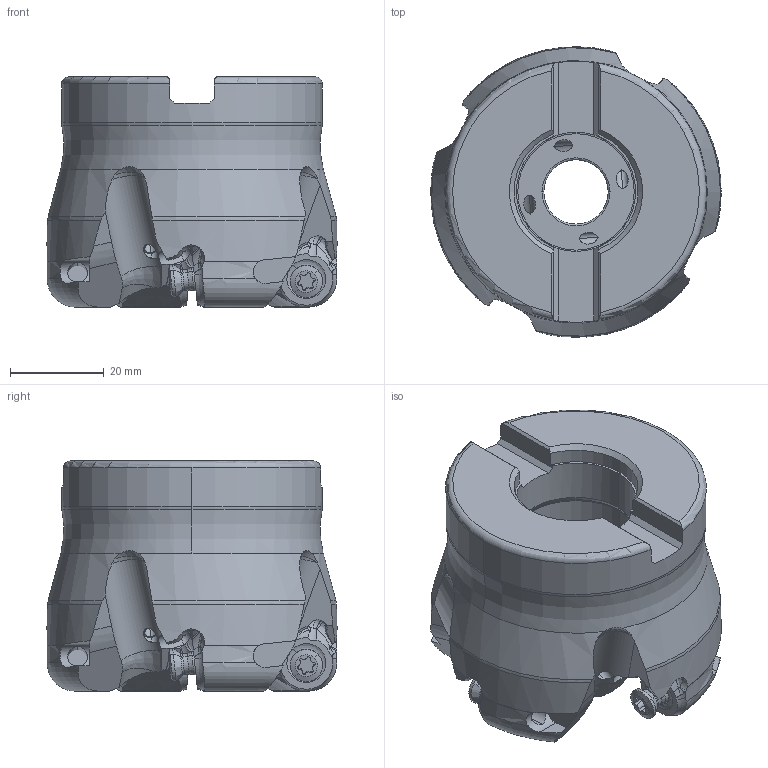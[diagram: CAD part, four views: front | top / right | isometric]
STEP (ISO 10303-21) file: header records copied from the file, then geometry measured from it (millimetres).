
FILE_DESCRIPTION(/* description */ (''),/* implementation_level */ '2;1');
FILE_NAME(/* name */ 'WWX400UR2_5004CA.stp',/* time_stamp */ '2020-04-21T17:34:15+09:00',/* author */ (''),/* organization */ (''),/* preprocessor_version */ 'ST-DEVELOPER v16',/* originating_system */ 'SIEMENS PLM Software NX 10.0',/* authorisation */ '');
FILE_SCHEMA (('AUTOMOTIVE_DESIGN { 1 0 10303 214 3 1 1 1 }'));
Length unit declared in the file: millimetre
Products named in the file (1): WWX400UR2_5004CA_ASM
Bounding box: 61.78 x 61.78 x 49.01 mm (x, y, z)
Volume: 88877.6 mm3; surface area: 19914.6 mm2
Topology: 5 solids, 5 shells, 551 faces, 1597 edges, 1032 vertices
Faces by surface type: cylinder 196, plane 133, bspline 64, sphere 64, torus 42, cone 36, extrusion 16
Entity records: 36811 total; most frequent: CARTESIAN_POINT 23171, ORIENTED_EDGE 3114, DIRECTION 2498, EDGE_CURVE 1557, AXIS2_PLACEMENT_3D 1068, VERTEX_POINT 1025, B_SPLINE_CURVE_WITH_KNOTS 654, EDGE_LOOP 578
